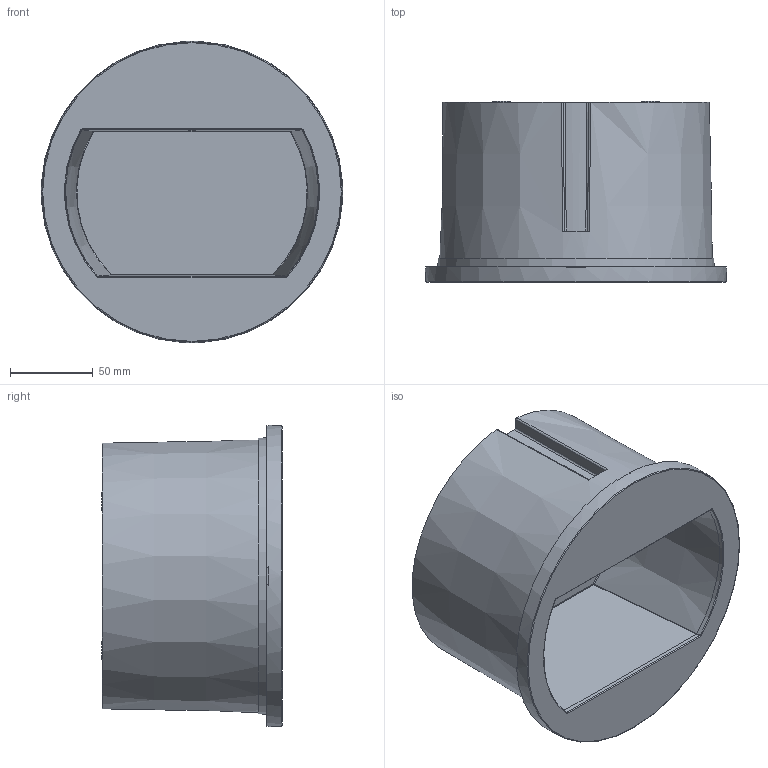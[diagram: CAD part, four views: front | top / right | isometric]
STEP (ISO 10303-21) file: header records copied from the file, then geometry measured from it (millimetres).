
FILE_DESCRIPTION(/* description */ (''),/* implementation_level */ '2;1');
FILE_NAME(/* name */ '龛型取电-结构数据-2020.10.28.stp',/* time_stamp */ '2020-10-28T09:54:28+08:00',/* author */ (''),/* organization */ (''),/* preprocessor_version */ 'ST-DEVELOPER v16.7',/* originating_system */ 'SIEMENS PLM Software NX 12.0',/* authorisation */ '');
FILE_SCHEMA (('AUTOMOTIVE_DESIGN { 1 0 10303 214 3 1 1 1 }'));
Length unit declared in the file: millimetre
Products named in the file (1): Admi103895D3w0mh
Bounding box: 181.7 x 109 x 181.72 mm (x, y, z)
Volume: 482812.9 mm3; surface area: 337659.4 mm2
Topology: 5 solids, 5 shells, 585 faces, 1604 edges, 1044 vertices
Faces by surface type: plane 337, cylinder 82, cone 73, bspline 68, torus 21, sphere 4
Full cylindrical faces by diameter (mm): 3 x2, 3.55 x2, 5.4 x2, 6.4 x2
Entity records: 20746 total; most frequent: CARTESIAN_POINT 6567, ORIENTED_EDGE 3034, DIRECTION 2742, EDGE_CURVE 1517, VERTEX_POINT 1017, AXIS2_PLACEMENT_3D 1011, LINE 720, VECTOR 720
